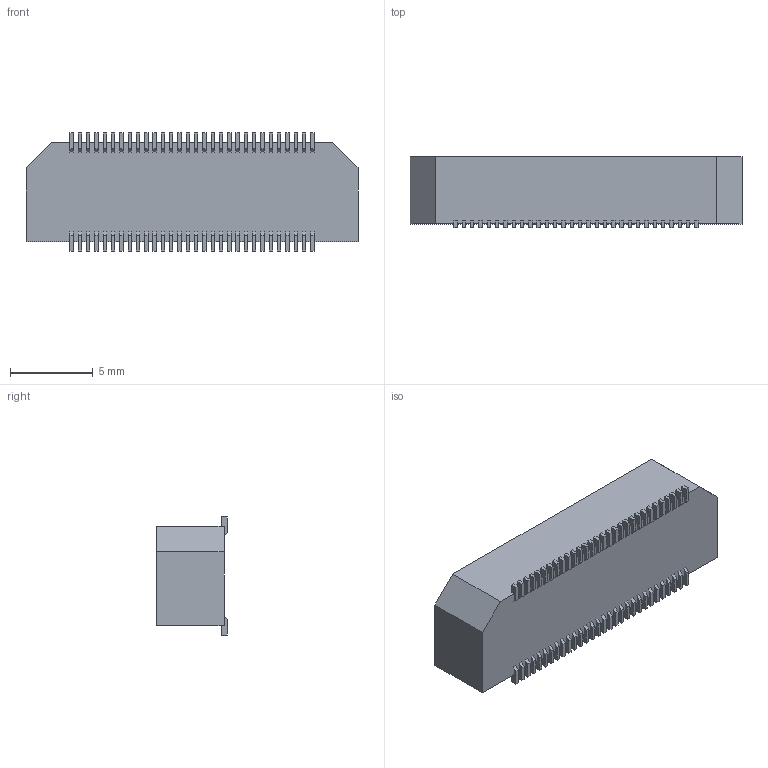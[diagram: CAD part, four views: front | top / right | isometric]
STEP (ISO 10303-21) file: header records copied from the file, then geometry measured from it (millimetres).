
FILE_DESCRIPTION( ( 'STEP AP214' ), ' ' );
FILE_NAME( 'BTH-030-01-F-D.stp', '2016-09-04T19:37:39', ( '' ), ( '' ), ' ', 'PARTsolutions', ' ' );
FILE_SCHEMA( ( 'AUTOMOTIVE_DESIGN { 1 0 10303 214 1 1 1 1 }' ) );
Length unit declared in the file: inch
Products named in the file (3): BTH-030-01-F-D; _BTH-030-01-D_terminal; _T-1S39-01-030
Assembly tree (2 placements, depth 2):
  BTH-030-01-F-D
    _BTH-030-01-D_terminal
    _T-1S39-01-030
Bounding box: 20 x 4.27 x 7.11 mm (x, y, z)
Volume: 330.4 mm3; surface area: 1103.5 mm2
Topology: 2 solids, 2 shells, 1042 faces, 3051 edges, 1956 vertices
Faces by surface type: plane 1042
Entity records: 42009 total; most frequent: ORIENTED_EDGE 6102, CARTESIAN_POINT 6052, DIRECTION 5141, EDGE_CURVE 3051, LINE 3051, VECTOR 3051, VERTEX_POINT 1956, AXIS2_PLACEMENT_3D 1045
